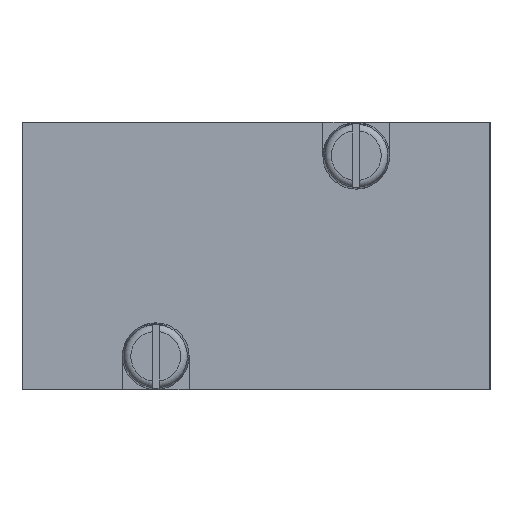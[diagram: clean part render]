
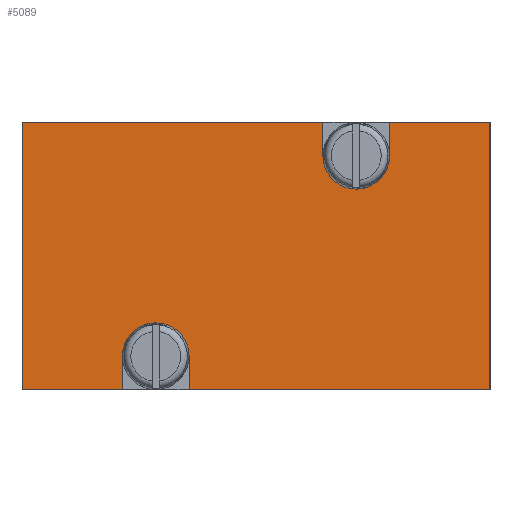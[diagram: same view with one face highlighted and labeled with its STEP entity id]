
A CAD part, left-side view. The second image highlights one B-rep face of the part: STEP entity #5089.
In plain terms, the highlighted planar face has unit normal (-1, 0, 0).
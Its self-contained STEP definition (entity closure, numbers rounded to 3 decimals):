
#275=CIRCLE('',#5466,5.);
#276=CIRCLE('',#5467,5.);
#692=ORIENTED_EDGE('',*,*,#2154,.F.);
#693=ORIENTED_EDGE('',*,*,#2155,.F.);
#694=ORIENTED_EDGE('',*,*,#2156,.F.);
#695=ORIENTED_EDGE('',*,*,#2151,.T.);
#696=ORIENTED_EDGE('',*,*,#2157,.T.);
#697=ORIENTED_EDGE('',*,*,#2158,.F.);
#698=ORIENTED_EDGE('',*,*,#2159,.F.);
#699=ORIENTED_EDGE('',*,*,#2160,.F.);
#700=ORIENTED_EDGE('',*,*,#2161,.F.);
#701=ORIENTED_EDGE('',*,*,#2162,.F.);
#702=ORIENTED_EDGE('',*,*,#2163,.F.);
#703=ORIENTED_EDGE('',*,*,#2147,.T.);
#2147=EDGE_CURVE('',#2865,#2863,#3308,.T.);
#2151=EDGE_CURVE('',#2869,#2868,#3312,.T.);
#2154=EDGE_CURVE('',#2871,#2863,#3315,.T.);
#2155=EDGE_CURVE('',#2872,#2871,#275,.F.);
#2156=EDGE_CURVE('',#2869,#2872,#3316,.T.);
#2157=EDGE_CURVE('',#2868,#2873,#3317,.T.);
#2158=EDGE_CURVE('',#2874,#2873,#3318,.T.);
#2159=EDGE_CURVE('',#2875,#2874,#3319,.T.);
#2160=EDGE_CURVE('',#2876,#2875,#276,.F.);
#2161=EDGE_CURVE('',#2877,#2876,#3320,.T.);
#2162=EDGE_CURVE('',#2878,#2877,#3321,.T.);
#2163=EDGE_CURVE('',#2865,#2878,#3322,.T.);
#2863=VERTEX_POINT('',#8030);
#2865=VERTEX_POINT('',#8033);
#2868=VERTEX_POINT('',#8039);
#2869=VERTEX_POINT('',#8041);
#2871=VERTEX_POINT('',#8047);
#2872=VERTEX_POINT('',#8049);
#2873=VERTEX_POINT('',#8052);
#2874=VERTEX_POINT('',#8054);
#2875=VERTEX_POINT('',#8056);
#2876=VERTEX_POINT('',#8058);
#2877=VERTEX_POINT('',#8060);
#2878=VERTEX_POINT('',#8062);
#3308=LINE('',#8032,#3732);
#3312=LINE('',#8040,#3736);
#3315=LINE('',#8046,#3739);
#3316=LINE('',#8050,#3740);
#3317=LINE('',#8051,#3741);
#3318=LINE('',#8053,#3742);
#3319=LINE('',#8055,#3743);
#3320=LINE('',#8059,#3744);
#3321=LINE('',#8061,#3745);
#3322=LINE('',#8063,#3746);
#3732=VECTOR('',#6189,1000.);
#3736=VECTOR('',#6193,1000.);
#3739=VECTOR('',#6198,1000.);
#3740=VECTOR('',#6201,1000.);
#3741=VECTOR('',#6202,1000.);
#3742=VECTOR('',#6203,1000.);
#3743=VECTOR('',#6204,1000.);
#3744=VECTOR('',#6207,1000.);
#3745=VECTOR('',#6208,1000.);
#3746=VECTOR('',#6209,1000.);
#4153=EDGE_LOOP('',(#692,#693,#694,#695,#696,#697,#698,#699,#700,#701,#702,
#703));
#4541=FACE_BOUND('',#4153,.T.);
#4904=PLANE('',#5465);
#5089=ADVANCED_FACE('',(#4541),#4904,.F.);
#5465=AXIS2_PLACEMENT_3D('',#8045,#6196,#6197);
#5466=AXIS2_PLACEMENT_3D('',#8048,#6199,#6200);
#5467=AXIS2_PLACEMENT_3D('',#8057,#6205,#6206);
#6189=DIRECTION('',(0.,-1.,0.));
#6193=DIRECTION('',(0.,-1.,0.));
#6196=DIRECTION('',(1.,0.,0.));
#6197=DIRECTION('',(0.,0.,-1.));
#6198=DIRECTION('',(0.,0.,-1.));
#6199=DIRECTION('',(1.,0.,0.));
#6200=DIRECTION('',(0.,0.,-1.));
#6201=DIRECTION('',(0.,0.,1.));
#6202=DIRECTION('',(0.,0.,1.));
#6203=DIRECTION('',(0.,-1.,0.));
#6204=DIRECTION('',(0.,0.,1.));
#6205=DIRECTION('',(1.,0.,0.));
#6206=DIRECTION('',(0.,0.,-1.));
#6207=DIRECTION('',(0.,0.,-1.));
#6208=DIRECTION('',(0.,-1.,0.));
#6209=DIRECTION('',(0.,0.,1.));
#8030=CARTESIAN_POINT('',(-60.,55.,-20.));
#8032=CARTESIAN_POINT('',(-60.,70.,-20.));
#8033=CARTESIAN_POINT('',(-60.,70.,-20.));
#8039=CARTESIAN_POINT('',(-60.,0.,-20.));
#8040=CARTESIAN_POINT('',(-60.,70.,-20.));
#8041=CARTESIAN_POINT('',(-60.,45.,-20.));
#8045=CARTESIAN_POINT('',(-60.,70.,-20.));
#8046=CARTESIAN_POINT('',(-60.,55.,-20.));
#8047=CARTESIAN_POINT('',(-60.,55.,-15.));
#8048=CARTESIAN_POINT('',(-60.,50.,-15.));
#8049=CARTESIAN_POINT('',(-60.,45.,-15.));
#8050=CARTESIAN_POINT('',(-60.,45.,-20.));
#8051=CARTESIAN_POINT('',(-60.,0.,-20.));
#8052=CARTESIAN_POINT('',(-60.,0.,20.));
#8053=CARTESIAN_POINT('',(-60.,70.,20.));
#8054=CARTESIAN_POINT('',(-60.,15.,20.));
#8055=CARTESIAN_POINT('',(-60.,15.,-20.));
#8056=CARTESIAN_POINT('',(-60.,15.,15.));
#8057=CARTESIAN_POINT('',(-60.,20.,15.));
#8058=CARTESIAN_POINT('',(-60.,25.,15.));
#8059=CARTESIAN_POINT('',(-60.,25.,-20.));
#8060=CARTESIAN_POINT('',(-60.,25.,20.));
#8061=CARTESIAN_POINT('',(-60.,70.,20.));
#8062=CARTESIAN_POINT('',(-60.,70.,20.));
#8063=CARTESIAN_POINT('',(-60.,70.,-20.));
